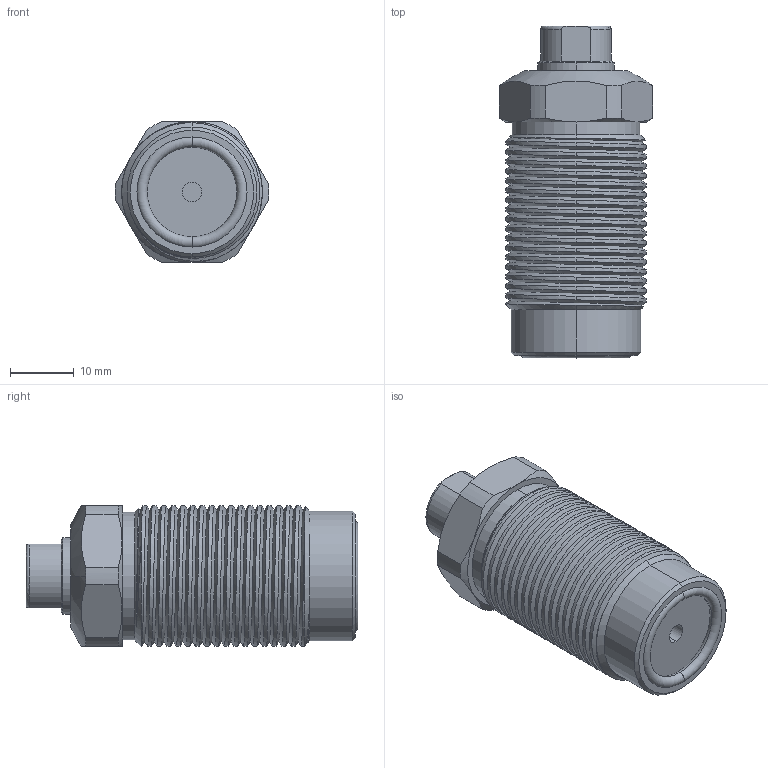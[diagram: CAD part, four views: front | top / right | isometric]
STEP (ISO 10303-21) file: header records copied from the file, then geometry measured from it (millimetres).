
FILE_DESCRIPTION (( 'STEP AP203' ), '1' );
FILE_NAME ('CTC-P022A-15.STEP', '2020-01-14T06:04:42', ( 'PC' ), ( '' ), 'SwSTEP 2.0', 'SolidWorks 2015', '' );
FILE_SCHEMA (( 'CONFIG_CONTROL_DESIGN' ));
Length unit declared in the file: millimetre
Products named in the file (3): CTC-P022A-15; AS568-015
Assembly tree (2 placements, depth 2):
  CTC-P022A-15
    CTC-P022A-15
    AS568-015
Bounding box: 24 x 51.88 x 22 mm (x, y, z)
Volume: 16254.2 mm3; surface area: 5550.3 mm2
Topology: 2 solids, 2 shells, 98 faces, 249 edges, 157 vertices
Faces by surface type: cylinder 56, cone 17, plane 15, torus 6, sphere 2, bspline 2
Entity records: 5380 total; most frequent: CARTESIAN_POINT 2924, ORIENTED_EDGE 494, DIRECTION 430, EDGE_CURVE 247, AXIS2_PLACEMENT_3D 177, VERTEX_POINT 157, EDGE_LOOP 104, FACE_OUTER_BOUND 98
